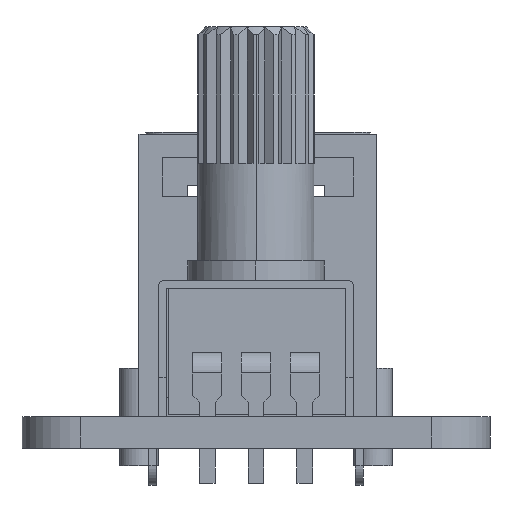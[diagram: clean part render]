
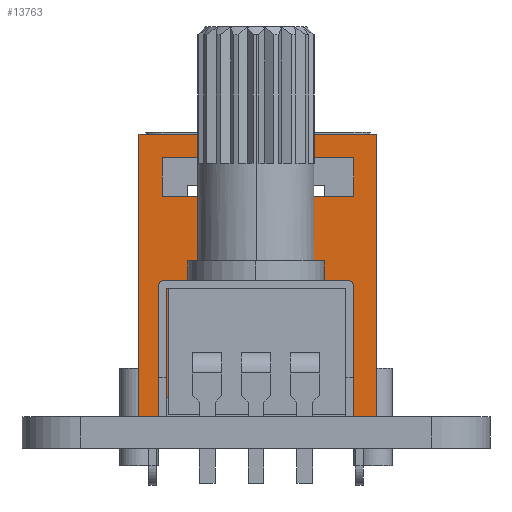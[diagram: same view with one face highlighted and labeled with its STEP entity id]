
A CAD part, left-side view. The second image highlights one B-rep face of the part: STEP entity #13763.
In plain terms, the highlighted planar face has unit normal (-1, 0, 0).
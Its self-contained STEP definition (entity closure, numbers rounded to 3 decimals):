
#187 = EDGE_LOOP ( 'NONE', ( #2598, #10638, #6505, #3149 ) ) ;
#699 = CARTESIAN_POINT ( 'NONE',  ( 11.765, 5.546, 49.8 ) ) ;
#798 = DIRECTION ( 'NONE',  ( 0., 0., -1. ) ) ;
#848 = VERTEX_POINT ( 'NONE', #14458 ) ;
#1018 = DIRECTION ( 'NONE',  ( 0., 1., 0. ) ) ;
#1073 = LINE ( 'NONE', #4894, #12305 ) ;
#1153 = VECTOR ( 'NONE', #4404, 1000. ) ;
#1187 = EDGE_CURVE ( 'NONE', #1728, #3121, #12426, .T. ) ;
#1231 = DIRECTION ( 'NONE',  ( 0., 0., 1. ) ) ;
#1443 = EDGE_CURVE ( 'NONE', #2796, #1728, #14353, .T. ) ;
#1485 = ORIENTED_EDGE ( 'NONE', *, *, #1443, .F. ) ;
#1510 = CARTESIAN_POINT ( 'NONE',  ( 11.765, -4.454, 60.1 ) ) ;
#1728 = VERTEX_POINT ( 'NONE', #2049 ) ;
#2049 = CARTESIAN_POINT ( 'NONE',  ( 11.765, 5.546, 48.8 ) ) ;
#2051 = CARTESIAN_POINT ( 'NONE',  ( 11.765, -5.654, 48.8 ) ) ;
#2531 = DIRECTION ( 'NONE',  ( 0., 0., 1. ) ) ;
#2598 = ORIENTED_EDGE ( 'NONE', *, *, #2837, .F. ) ;
#2688 = CARTESIAN_POINT ( 'NONE',  ( 11.765, 6.546, 48.8 ) ) ;
#2796 = VERTEX_POINT ( 'NONE', #699 ) ;
#2837 = EDGE_CURVE ( 'NONE', #11209, #848, #11507, .T. ) ;
#2892 = CARTESIAN_POINT ( 'NONE',  ( 11.765, 5.546, 49.8 ) ) ;
#2960 = CARTESIAN_POINT ( 'NONE',  ( 11.765, -5.654, 63.3 ) ) ;
#3038 = DIRECTION ( 'NONE',  ( 0., 1., 0. ) ) ;
#3121 = VERTEX_POINT ( 'NONE', #10476 ) ;
#3128 = EDGE_CURVE ( 'NONE', #9583, #2796, #1073, .T. ) ;
#3149 = ORIENTED_EDGE ( 'NONE', *, *, #12248, .F. ) ;
#3302 = VECTOR ( 'NONE', #2531, 1000. ) ;
#3489 = VERTEX_POINT ( 'NONE', #7405 ) ;
#4077 = LINE ( 'NONE', #4335, #12316 ) ;
#4161 = CARTESIAN_POINT ( 'NONE',  ( 11.765, -5.654, 48.8 ) ) ;
#4249 = EDGE_CURVE ( 'NONE', #12747, #14478, #4077, .T. ) ;
#4335 = CARTESIAN_POINT ( 'NONE',  ( 11.765, -5.654, 63.3 ) ) ;
#4404 = DIRECTION ( 'NONE',  ( 0., 0., 1. ) ) ;
#4728 = CARTESIAN_POINT ( 'NONE',  ( 11.765, 6.546, 63.3 ) ) ;
#4845 = EDGE_CURVE ( 'NONE', #12812, #3489, #8423, .T. ) ;
#4894 = CARTESIAN_POINT ( 'NONE',  ( 11.765, -4.454, 49.8 ) ) ;
#5278 = EDGE_CURVE ( 'NONE', #8571, #11209, #11044, .T. ) ;
#5297 = DIRECTION ( 'NONE',  ( 0., 0., -1. ) ) ;
#5312 = CARTESIAN_POINT ( 'NONE',  ( 11.765, -5.654, 48.8 ) ) ;
#5556 = LINE ( 'NONE', #8817, #1153 ) ;
#5953 = ORIENTED_EDGE ( 'NONE', *, *, #4845, .F. ) ;
#6371 = PLANE ( 'NONE',  #6840 ) ;
#6464 = ORIENTED_EDGE ( 'NONE', *, *, #1187, .F. ) ;
#6505 = ORIENTED_EDGE ( 'NONE', *, *, #10762, .F. ) ;
#6560 = CARTESIAN_POINT ( 'NONE',  ( 11.765, 5.346, 60.1 ) ) ;
#6684 = ORIENTED_EDGE ( 'NONE', *, *, #3128, .F. ) ;
#6726 = CARTESIAN_POINT ( 'NONE',  ( 11.765, -4.454, 62.1 ) ) ;
#6840 = AXIS2_PLACEMENT_3D ( 'NONE', #4161, #12014, #5297 ) ;
#7025 = EDGE_CURVE ( 'NONE', #12812, #12747, #7621, .T. ) ;
#7088 = LINE ( 'NONE', #2688, #13046 ) ;
#7121 = DIRECTION ( 'NONE',  ( 0., 0., 1. ) ) ;
#7318 = CARTESIAN_POINT ( 'NONE',  ( 11.765, -4.454, 49.8 ) ) ;
#7405 = CARTESIAN_POINT ( 'NONE',  ( 11.765, -4.454, 48.8 ) ) ;
#7517 = CARTESIAN_POINT ( 'NONE',  ( 11.765, 5.346, 62.1 ) ) ;
#7621 = LINE ( 'NONE', #7963, #10250 ) ;
#7686 = DIRECTION ( 'NONE',  ( 0., -1., 0. ) ) ;
#7963 = CARTESIAN_POINT ( 'NONE',  ( 11.765, -5.654, 48.8 ) ) ;
#8357 = VECTOR ( 'NONE', #7686, 1000. ) ;
#8423 = LINE ( 'NONE', #9780, #14392 ) ;
#8555 = EDGE_CURVE ( 'NONE', #3489, #9583, #5556, .T. ) ;
#8571 = VERTEX_POINT ( 'NONE', #6726 ) ;
#8604 = FACE_BOUND ( 'NONE', #187, .T. ) ;
#8619 = EDGE_LOOP ( 'NONE', ( #1485, #6684, #10937, #5953, #11592, #14016, #12017, #6464 ) ) ;
#8633 = DIRECTION ( 'NONE',  ( 0., 0., -1. ) ) ;
#8817 = CARTESIAN_POINT ( 'NONE',  ( 11.765, -4.454, 48.8 ) ) ;
#9078 = VECTOR ( 'NONE', #9908, 1000. ) ;
#9519 = DIRECTION ( 'NONE',  ( 0., 1., 0. ) ) ;
#9583 = VERTEX_POINT ( 'NONE', #7318 ) ;
#9670 = CARTESIAN_POINT ( 'NONE',  ( 11.765, 5.346, 62.1 ) ) ;
#9780 = CARTESIAN_POINT ( 'NONE',  ( 11.765, -5.654, 48.8 ) ) ;
#9908 = DIRECTION ( 'NONE',  ( 0., 1., 0. ) ) ;
#10250 = VECTOR ( 'NONE', #1231, 1000. ) ;
#10298 = EDGE_CURVE ( 'NONE', #3121, #14478, #7088, .T. ) ;
#10329 = VERTEX_POINT ( 'NONE', #1510 ) ;
#10476 = CARTESIAN_POINT ( 'NONE',  ( 11.765, 6.546, 48.8 ) ) ;
#10638 = ORIENTED_EDGE ( 'NONE', *, *, #5278, .F. ) ;
#10699 = CARTESIAN_POINT ( 'NONE',  ( 11.765, 5.346, 62.1 ) ) ;
#10762 = EDGE_CURVE ( 'NONE', #10329, #8571, #12261, .T. ) ;
#10937 = ORIENTED_EDGE ( 'NONE', *, *, #8555, .F. ) ;
#11044 = LINE ( 'NONE', #10699, #13680 ) ;
#11209 = VERTEX_POINT ( 'NONE', #9670 ) ;
#11362 = VECTOR ( 'NONE', #8633, 1000. ) ;
#11497 = CARTESIAN_POINT ( 'NONE',  ( 11.765, -4.454, 62.1 ) ) ;
#11507 = LINE ( 'NONE', #7517, #12571 ) ;
#11592 = ORIENTED_EDGE ( 'NONE', *, *, #7025, .T. ) ;
#12014 = DIRECTION ( 'NONE',  ( -1., 0., 0. ) ) ;
#12017 = ORIENTED_EDGE ( 'NONE', *, *, #10298, .F. ) ;
#12248 = EDGE_CURVE ( 'NONE', #848, #10329, #12919, .T. ) ;
#12261 = LINE ( 'NONE', #11497, #3302 ) ;
#12305 = VECTOR ( 'NONE', #13885, 1000. ) ;
#12316 = VECTOR ( 'NONE', #1018, 1000. ) ;
#12426 = LINE ( 'NONE', #2051, #9078 ) ;
#12571 = VECTOR ( 'NONE', #798, 1000. ) ;
#12747 = VERTEX_POINT ( 'NONE', #2960 ) ;
#12812 = VERTEX_POINT ( 'NONE', #5312 ) ;
#12919 = LINE ( 'NONE', #6560, #8357 ) ;
#13046 = VECTOR ( 'NONE', #7121, 1000. ) ;
#13680 = VECTOR ( 'NONE', #9519, 1000. ) ;
#13763 = ADVANCED_FACE ( 'NONE', ( #8604, #14575 ), #6371, .T. ) ;
#13885 = DIRECTION ( 'NONE',  ( 0., 1., 0. ) ) ;
#14016 = ORIENTED_EDGE ( 'NONE', *, *, #4249, .T. ) ;
#14353 = LINE ( 'NONE', #2892, #11362 ) ;
#14392 = VECTOR ( 'NONE', #3038, 1000. ) ;
#14458 = CARTESIAN_POINT ( 'NONE',  ( 11.765, 5.346, 60.1 ) ) ;
#14478 = VERTEX_POINT ( 'NONE', #4728 ) ;
#14575 = FACE_OUTER_BOUND ( 'NONE', #8619, .T. ) ;
